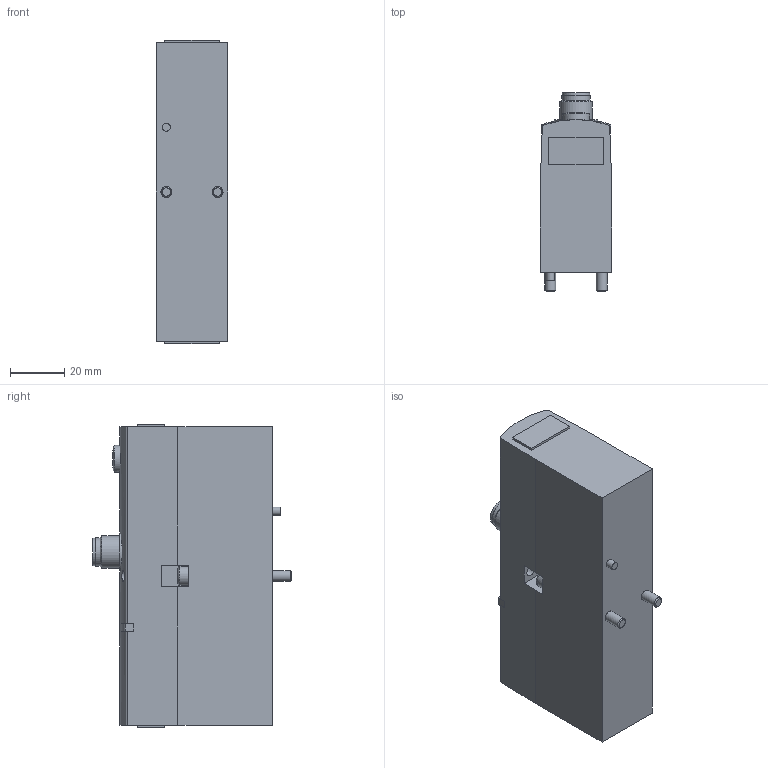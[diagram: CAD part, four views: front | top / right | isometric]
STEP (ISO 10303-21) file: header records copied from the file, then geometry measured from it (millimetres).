
FILE_DESCRIPTION(/* description */ ('STEP AP214'),/* implementation_level */ '2;1');
FILE_NAME(/* name */ '534556_VSVA-B-M52-MH-A1-1R5L',/* time_stamp */ '2024-09-17T07:23:41+02:00',/* author */ ('License CC BY-ND 4.0'),/* organization */ ('CADENAS'),/* preprocessor_version */ 'ST-DEVELOPER v19.3',/* originating_system */ 'PARTsolutions',/* authorisation */ ' ');
FILE_SCHEMA (('TECHNICAL_DATA_PACKAGING','PROCESS_PLANNING_SCHEMA','AUTOMOTIVE_DESIGN {1 0 10303 214 3 1 1}'));
Length unit declared in the file: millimetre
Products named in the file (1): 534556 VSVA-B-M52-MH-A1-1R5L
Bounding box: 26.3 x 73.6 x 112.5 mm (x, y, z)
Volume: 160813.7 mm3; surface area: 22861.7 mm2
Topology: 1 solids, 1 shells, 107 faces, 252 edges, 166 vertices
Faces by surface type: plane 67, cylinder 30, torus 6, cone 4
Full cylindrical faces by diameter (mm): 1 x3, 3 x1, 4 x4, 7 x2, 8.35 x1, 9.4 x1, 10 x1, 10.5 x1, 12 x1, 16 x1
Entity records: 3727 total; most frequent: CARTESIAN_POINT 541, DIRECTION 506, ORIENTED_EDGE 444, EDGE_CURVE 222, AXIS2_PLACEMENT_3D 180, VERTEX_POINT 162, EDGE_LOOP 156, FACE_BOUND 156
